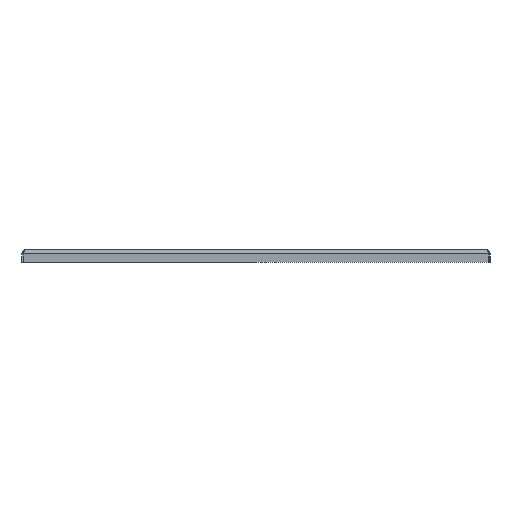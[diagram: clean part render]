
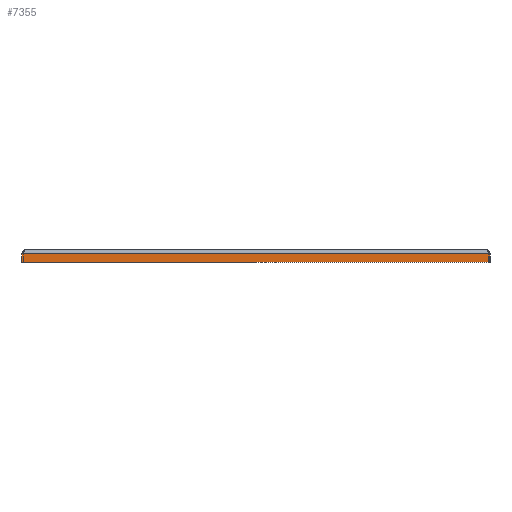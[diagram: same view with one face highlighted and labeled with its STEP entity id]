
A CAD part, left-side view. The second image highlights one B-rep face of the part: STEP entity #7355.
In plain terms, the highlighted planar face has unit normal (-1, 0, 0).
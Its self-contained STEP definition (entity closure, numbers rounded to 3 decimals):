
#7328=AXIS2_PLACEMENT_3D('Plane Axis2P3D',#7325,#7326,#7327) ;
#6729=CARTESIAN_POINT('Vertex',(0.,440.,8.)) ;
#6732=CARTESIAN_POINT('Line Origine',(0.,660.029,8.)) ;
#6736=CARTESIAN_POINT('Vertex',(0.,0.,8.)) ;
#7325=CARTESIAN_POINT('Axis2P3D Location',(0.,220.,12.)) ;
#7330=CARTESIAN_POINT('Line Origine',(0.,220.,0.)) ;
#7334=CARTESIAN_POINT('Vertex',(0.,440.,0.)) ;
#7336=CARTESIAN_POINT('Vertex',(0.,0.,0.)) ;
#7339=CARTESIAN_POINT('Line Origine',(0.,0.,4.)) ;
#7344=CARTESIAN_POINT('Line Origine',(0.,440.,4.)) ;
#6733=DIRECTION('Vector Direction',(0.,-1.,0.)) ;
#7326=DIRECTION('Axis2P3D Direction',(1.,-0.,0.)) ;
#7327=DIRECTION('Axis2P3D XDirection',(0.,0.,-1.)) ;
#7331=DIRECTION('Vector Direction',(0.,-1.,0.)) ;
#7340=DIRECTION('Vector Direction',(0.,0.,-1.)) ;
#7345=DIRECTION('Vector Direction',(0.,0.,-1.)) ;
#6734=VECTOR('Line Direction',#6733,1.) ;
#7332=VECTOR('Line Direction',#7331,1.) ;
#7341=VECTOR('Line Direction',#7340,1.) ;
#7346=VECTOR('Line Direction',#7345,1.) ;
#7350=ORIENTED_EDGE('',*,*,#7338,.T.) ;
#7351=ORIENTED_EDGE('',*,*,#7343,.F.) ;
#7352=ORIENTED_EDGE('',*,*,#6738,.F.) ;
#7353=ORIENTED_EDGE('',*,*,#7348,.T.) ;
#7355=ADVANCED_FACE('MOPL',(#7354),#7329,.F.) ;
#6738=EDGE_CURVE('',#6730,#6737,#6735,.T.) ;
#7338=EDGE_CURVE('',#7335,#7337,#7333,.T.) ;
#7343=EDGE_CURVE('',#6737,#7337,#7342,.T.) ;
#7348=EDGE_CURVE('',#6730,#7335,#7347,.T.) ;
#7349=EDGE_LOOP('',(#7350,#7351,#7352,#7353)) ;
#7354=FACE_OUTER_BOUND('',#7349,.T.) ;
#6735=LINE('Line',#6732,#6734) ;
#7333=LINE('Line',#7330,#7332) ;
#7342=LINE('Line',#7339,#7341) ;
#7347=LINE('Line',#7344,#7346) ;
#7329=PLANE('',#7328) ;
#6730=VERTEX_POINT('',#6729) ;
#6737=VERTEX_POINT('',#6736) ;
#7335=VERTEX_POINT('',#7334) ;
#7337=VERTEX_POINT('',#7336) ;
